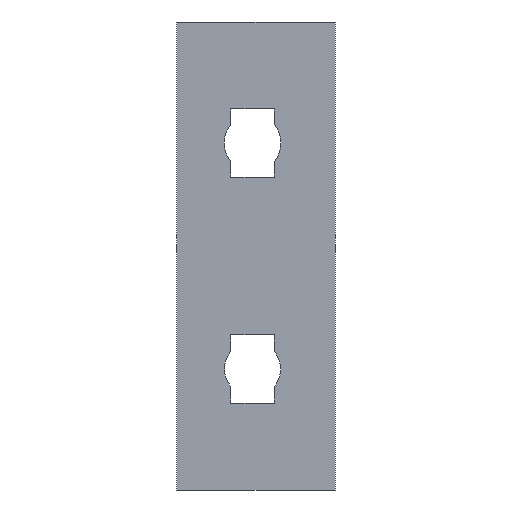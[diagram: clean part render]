
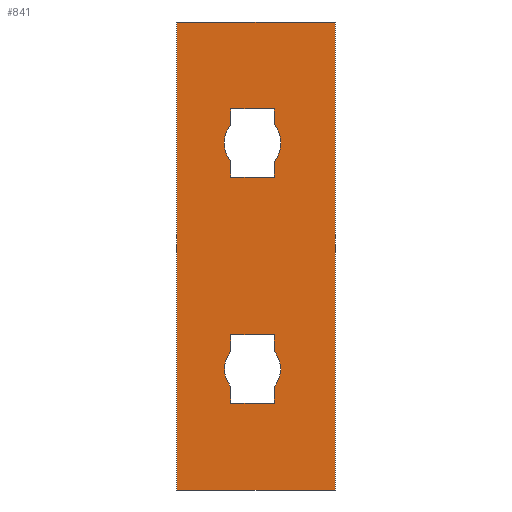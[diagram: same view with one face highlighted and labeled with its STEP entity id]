
A CAD part, front view. The second image highlights one B-rep face of the part: STEP entity #841.
In plain terms, the highlighted planar face has unit normal (0, -1, 0).
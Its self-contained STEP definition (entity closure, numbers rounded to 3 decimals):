
#15=FACE_BOUND('',#202,.T.);
#16=FACE_BOUND('',#203,.T.);
#35=CIRCLE('',#867,4.511);
#37=CIRCLE('',#873,4.511);
#39=CIRCLE('',#879,4.573);
#41=CIRCLE('',#885,4.573);
#147=FACE_OUTER_BOUND('',#201,.T.);
#201=EDGE_LOOP('',(#699,#700,#701,#702));
#202=EDGE_LOOP('',(#703,#704,#705,#706,#707,#708,#709,#710));
#203=EDGE_LOOP('',(#711,#712,#713,#714,#715,#716,#717,#718));
#223=LINE('',#1219,#291);
#227=LINE('',#1227,#295);
#230=LINE('',#1233,#298);
#234=LINE('',#1246,#302);
#238=LINE('',#1254,#306);
#241=LINE('',#1259,#309);
#243=LINE('',#1267,#311);
#247=LINE('',#1275,#315);
#250=LINE('',#1281,#318);
#254=LINE('',#1294,#322);
#258=LINE('',#1302,#326);
#261=LINE('',#1307,#329);
#279=LINE('',#1427,#347);
#283=LINE('',#1435,#351);
#286=LINE('',#1441,#354);
#289=LINE('',#1446,#357);
#291=VECTOR('',#961,10.);
#295=VECTOR('',#967,10.);
#298=VECTOR('',#972,10.);
#302=VECTOR('',#984,10.);
#306=VECTOR('',#990,10.);
#309=VECTOR('',#995,10.);
#311=VECTOR('',#1005,10.);
#315=VECTOR('',#1011,10.);
#318=VECTOR('',#1016,10.);
#322=VECTOR('',#1028,10.);
#326=VECTOR('',#1034,10.);
#329=VECTOR('',#1039,10.);
#347=VECTOR('',#1193,10.);
#351=VECTOR('',#1199,10.);
#354=VECTOR('',#1204,10.);
#357=VECTOR('',#1209,10.);
#359=VERTEX_POINT('',#1217);
#360=VERTEX_POINT('',#1218);
#363=VERTEX_POINT('',#1226);
#365=VERTEX_POINT('',#1232);
#367=VERTEX_POINT('',#1238);
#369=VERTEX_POINT('',#1244);
#370=VERTEX_POINT('',#1245);
#373=VERTEX_POINT('',#1253);
#375=VERTEX_POINT('',#1265);
#376=VERTEX_POINT('',#1266);
#379=VERTEX_POINT('',#1274);
#381=VERTEX_POINT('',#1280);
#383=VERTEX_POINT('',#1286);
#385=VERTEX_POINT('',#1292);
#386=VERTEX_POINT('',#1293);
#389=VERTEX_POINT('',#1301);
#423=VERTEX_POINT('',#1425);
#424=VERTEX_POINT('',#1426);
#427=VERTEX_POINT('',#1434);
#429=VERTEX_POINT('',#1440);
#431=EDGE_CURVE('',#359,#360,#223,.T.);
#435=EDGE_CURVE('',#360,#363,#227,.T.);
#438=EDGE_CURVE('',#363,#365,#230,.T.);
#441=EDGE_CURVE('',#365,#367,#35,.T.);
#444=EDGE_CURVE('',#369,#370,#234,.T.);
#448=EDGE_CURVE('',#367,#373,#238,.T.);
#451=EDGE_CURVE('',#373,#369,#241,.T.);
#453=EDGE_CURVE('',#370,#359,#37,.T.);
#455=EDGE_CURVE('',#375,#376,#243,.T.);
#459=EDGE_CURVE('',#376,#379,#247,.T.);
#462=EDGE_CURVE('',#379,#381,#250,.T.);
#465=EDGE_CURVE('',#381,#383,#39,.T.);
#468=EDGE_CURVE('',#385,#386,#254,.T.);
#472=EDGE_CURVE('',#383,#389,#258,.T.);
#475=EDGE_CURVE('',#389,#385,#261,.T.);
#477=EDGE_CURVE('',#386,#375,#41,.T.);
#527=EDGE_CURVE('',#423,#424,#279,.T.);
#531=EDGE_CURVE('',#424,#427,#283,.T.);
#534=EDGE_CURVE('',#427,#429,#286,.T.);
#537=EDGE_CURVE('',#429,#423,#289,.T.);
#699=ORIENTED_EDGE('',*,*,#537,.T.);
#700=ORIENTED_EDGE('',*,*,#527,.T.);
#701=ORIENTED_EDGE('',*,*,#531,.T.);
#702=ORIENTED_EDGE('',*,*,#534,.T.);
#703=ORIENTED_EDGE('',*,*,#448,.T.);
#704=ORIENTED_EDGE('',*,*,#451,.T.);
#705=ORIENTED_EDGE('',*,*,#444,.T.);
#706=ORIENTED_EDGE('',*,*,#453,.T.);
#707=ORIENTED_EDGE('',*,*,#431,.T.);
#708=ORIENTED_EDGE('',*,*,#435,.T.);
#709=ORIENTED_EDGE('',*,*,#438,.T.);
#710=ORIENTED_EDGE('',*,*,#441,.T.);
#711=ORIENTED_EDGE('',*,*,#472,.T.);
#712=ORIENTED_EDGE('',*,*,#475,.T.);
#713=ORIENTED_EDGE('',*,*,#468,.T.);
#714=ORIENTED_EDGE('',*,*,#477,.T.);
#715=ORIENTED_EDGE('',*,*,#455,.T.);
#716=ORIENTED_EDGE('',*,*,#459,.T.);
#717=ORIENTED_EDGE('',*,*,#462,.T.);
#718=ORIENTED_EDGE('',*,*,#465,.T.);
#787=PLANE('',#955);
#841=ADVANCED_FACE('',(#147,#15,#16),#787,.F.);
#867=AXIS2_PLACEMENT_3D('',#1239,#977,#978);
#873=AXIS2_PLACEMENT_3D('',#1262,#999,#1000);
#879=AXIS2_PLACEMENT_3D('',#1287,#1021,#1022);
#885=AXIS2_PLACEMENT_3D('',#1310,#1043,#1044);
#955=AXIS2_PLACEMENT_3D('',#1448,#1211,#1212);
#961=DIRECTION('',(0.,0.,1.));
#967=DIRECTION('',(1.,0.,0.));
#972=DIRECTION('',(0.,0.,-1.));
#977=DIRECTION('center_axis',(0.,1.,0.));
#978=DIRECTION('ref_axis',(-1.,0.,0.));
#984=DIRECTION('',(0.,0.,1.));
#990=DIRECTION('',(0.,0.,-1.));
#995=DIRECTION('',(-1.,0.,0.));
#999=DIRECTION('center_axis',(0.,1.,0.));
#1000=DIRECTION('ref_axis',(-1.,0.,0.));
#1005=DIRECTION('',(0.,0.,1.));
#1011=DIRECTION('',(1.,0.,0.));
#1016=DIRECTION('',(0.,0.,-1.));
#1021=DIRECTION('center_axis',(0.,1.,0.));
#1022=DIRECTION('ref_axis',(-1.,0.,0.));
#1028=DIRECTION('',(0.,0.,1.));
#1034=DIRECTION('',(0.,0.,-1.));
#1039=DIRECTION('',(-1.,0.,0.));
#1043=DIRECTION('center_axis',(0.,1.,0.));
#1044=DIRECTION('ref_axis',(-1.,0.,0.));
#1193=DIRECTION('',(0.,0.,-1.));
#1199=DIRECTION('',(1.,0.,0.));
#1204=DIRECTION('',(0.,0.,1.));
#1209=DIRECTION('',(-1.,0.,0.));
#1211=DIRECTION('center_axis',(0.,1.,0.));
#1212=DIRECTION('ref_axis',(0.,0.,1.));
#1217=CARTESIAN_POINT('',(-16.8,0.,-53.054));
#1218=CARTESIAN_POINT('',(-16.8,0.,-50.4));
#1219=CARTESIAN_POINT('',(-16.8,0.,-44.05));
#1226=CARTESIAN_POINT('',(-9.8,0.,-50.4));
#1227=CARTESIAN_POINT('',(-11.275,0.,-50.4));
#1232=CARTESIAN_POINT('',(-9.8,0.,-53.054));
#1233=CARTESIAN_POINT('',(-9.8,0.,-49.55));
#1238=CARTESIAN_POINT('',(-9.8,0.,-58.746));
#1239=CARTESIAN_POINT('Origin',(-13.3,0.,-55.9));
#1244=CARTESIAN_POINT('',(-16.8,0.,-61.4));
#1245=CARTESIAN_POINT('',(-16.8,0.,-58.746));
#1246=CARTESIAN_POINT('',(-16.8,0.,-44.05));
#1253=CARTESIAN_POINT('',(-9.8,0.,-61.4));
#1254=CARTESIAN_POINT('',(-9.8,0.,-49.55));
#1259=CARTESIAN_POINT('',(-14.775,0.,-61.4));
#1262=CARTESIAN_POINT('Origin',(-13.3,0.,-55.9));
#1265=CARTESIAN_POINT('',(-16.8,0.,-16.557));
#1266=CARTESIAN_POINT('',(-16.8,0.,-14.));
#1267=CARTESIAN_POINT('',(-16.8,0.,-25.85));
#1274=CARTESIAN_POINT('',(-9.8,0.,-14.));
#1275=CARTESIAN_POINT('',(-11.275,0.,-14.));
#1280=CARTESIAN_POINT('',(-9.8,0.,-16.557));
#1281=CARTESIAN_POINT('',(-9.8,0.,-31.35));
#1286=CARTESIAN_POINT('',(-9.8,0.,-22.443));
#1287=CARTESIAN_POINT('Origin',(-13.3,0.,-19.5));
#1292=CARTESIAN_POINT('',(-16.8,0.,-25.));
#1293=CARTESIAN_POINT('',(-16.8,0.,-22.443));
#1294=CARTESIAN_POINT('',(-16.8,0.,-25.85));
#1301=CARTESIAN_POINT('',(-9.8,0.,-25.));
#1302=CARTESIAN_POINT('',(-9.8,0.,-31.35));
#1307=CARTESIAN_POINT('',(-14.775,0.,-25.));
#1310=CARTESIAN_POINT('Origin',(-13.3,0.,-19.5));
#1425=CARTESIAN_POINT('',(-25.5,0.,0.));
#1426=CARTESIAN_POINT('',(-25.5,0.,-75.4));
#1427=CARTESIAN_POINT('',(-25.5,0.,0.));
#1434=CARTESIAN_POINT('',(0.,0.,-75.4));
#1435=CARTESIAN_POINT('',(-25.5,0.,-75.4));
#1440=CARTESIAN_POINT('',(0.,0.,0.));
#1441=CARTESIAN_POINT('',(0.,0.,-75.4));
#1446=CARTESIAN_POINT('',(0.,0.,0.));
#1448=CARTESIAN_POINT('Origin',(-12.75,0.,-37.7));
